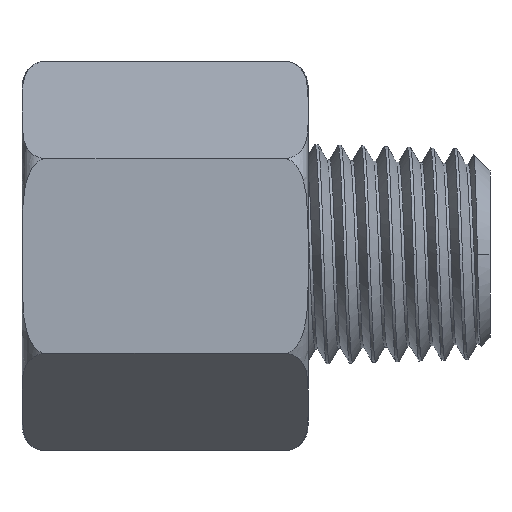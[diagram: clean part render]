
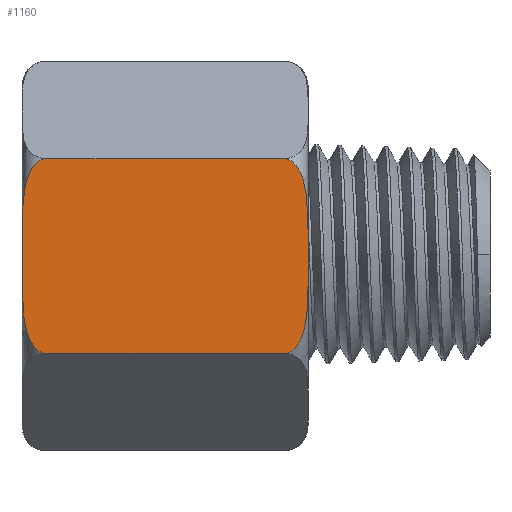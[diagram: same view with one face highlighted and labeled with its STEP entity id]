
A CAD part, front view. The second image highlights one B-rep face of the part: STEP entity #1160.
In plain terms, the highlighted face is planar.
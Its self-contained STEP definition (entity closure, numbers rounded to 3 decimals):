
#73=PLANE('',#1230);
#103=FACE_OUTER_BOUND('',#169,.T.);
#169=EDGE_LOOP('',(#884,#885,#886,#887,#888,#889,#890,#891));
#270=B_SPLINE_CURVE_WITH_KNOTS('',3,(#9156,#9157,#9158,#9159,#9160,#9161,
#9162,#9163,#9164,#9165,#9166,#9167,#9168,#9169,#9170,#9171,#9172,#9173),
 .UNSPECIFIED.,.F.,.F.,(4,2,2,2,2,2,2,2,4),(13.722,15.183,
16.644,17.119,17.594,17.877,18.16,
18.36,18.395),.UNSPECIFIED.);
#271=B_SPLINE_CURVE_WITH_KNOTS('',3,(#9175,#9176,#9177,#9178,#9179,#9180,
#9181,#9182,#9183,#9184,#9185,#9186,#9187,#9188,#9189,#9190,#9191,#9192),
 .UNSPECIFIED.,.F.,.F.,(4,2,2,2,2,2,2,2,4),(6.352,6.386,
6.586,6.869,7.153,7.628,8.103,
9.564,11.024),.UNSPECIFIED.);
#272=B_SPLINE_CURVE_WITH_KNOTS('',3,(#9196,#9197,#9198,#9199,#9200,#9201,
#9202,#9203,#9204,#9205,#9206,#9207,#9208,#9209,#9210,#9211,#9212,#9213),
 .UNSPECIFIED.,.F.,.F.,(4,2,2,2,2,2,2,2,4),(13.722,15.183,
16.644,17.119,17.594,17.877,18.16,
18.36,18.463),.UNSPECIFIED.);
#273=B_SPLINE_CURVE_WITH_KNOTS('',3,(#9217,#9218,#9219,#9220,#9221,#9222,
#9223,#9224,#9225,#9226,#9227,#9228,#9229,#9230,#9231,#9232,#9233,#9234),
 .UNSPECIFIED.,.F.,.F.,(4,2,2,2,2,2,2,2,4),(6.283,6.386,
6.586,6.869,7.153,7.628,8.103,
9.564,11.024),.UNSPECIFIED.);
#345=LINE('',#9133,#398);
#347=LINE('',#9194,#400);
#348=LINE('',#9215,#401);
#349=LINE('',#9235,#402);
#398=VECTOR('',#1373,1.);
#400=VECTOR('',#1377,1.);
#401=VECTOR('',#1378,1.);
#402=VECTOR('',#1379,1.);
#490=VERTEX_POINT('',#9113);
#491=VERTEX_POINT('',#9132);
#493=VERTEX_POINT('',#9155);
#494=VERTEX_POINT('',#9174);
#495=VERTEX_POINT('',#9193);
#496=VERTEX_POINT('',#9195);
#497=VERTEX_POINT('',#9214);
#498=VERTEX_POINT('',#9216);
#636=EDGE_CURVE('',#491,#490,#345,.T.);
#639=EDGE_CURVE('',#493,#491,#270,.T.);
#640=EDGE_CURVE('',#490,#494,#271,.T.);
#641=EDGE_CURVE('',#494,#495,#347,.T.);
#642=EDGE_CURVE('',#495,#496,#272,.T.);
#643=EDGE_CURVE('',#497,#496,#348,.T.);
#644=EDGE_CURVE('',#497,#498,#273,.T.);
#645=EDGE_CURVE('',#498,#493,#349,.T.);
#884=ORIENTED_EDGE('',*,*,#639,.T.);
#885=ORIENTED_EDGE('',*,*,#636,.T.);
#886=ORIENTED_EDGE('',*,*,#640,.T.);
#887=ORIENTED_EDGE('',*,*,#641,.T.);
#888=ORIENTED_EDGE('',*,*,#642,.T.);
#889=ORIENTED_EDGE('',*,*,#643,.F.);
#890=ORIENTED_EDGE('',*,*,#644,.T.);
#891=ORIENTED_EDGE('',*,*,#645,.T.);
#1160=ADVANCED_FACE('',(#103),#73,.T.);
#1230=AXIS2_PLACEMENT_3D('',#9154,#1375,#1376);
#1373=DIRECTION('',(1.,0.,0.));
#1375=DIRECTION('center_axis',(0.,0.,1.));
#1376=DIRECTION('ref_axis',(0.,-1.,0.));
#1377=DIRECTION('',(0.,1.,0.));
#1378=DIRECTION('',(1.,0.,0.));
#1379=DIRECTION('',(0.,-1.,0.));
#9113=CARTESIAN_POINT('',(16.145,-5.94,10.3));
#9132=CARTESIAN_POINT('',(1.328,-5.94,10.3));
#9133=CARTESIAN_POINT('',(0.,-5.94,10.3));
#9154=CARTESIAN_POINT('Origin',(0.,5.953,10.3));
#9155=CARTESIAN_POINT('',(0.,-1.439,10.3));
#9156=CARTESIAN_POINT('Ctrl Pts',(0.,-1.439,10.3));
#9157=CARTESIAN_POINT('Ctrl Pts',(0.,-1.926,10.3));
#9158=CARTESIAN_POINT('Ctrl Pts',(0.003,-2.461,
10.3));
#9159=CARTESIAN_POINT('Ctrl Pts',(0.069,-3.524,
10.3));
#9160=CARTESIAN_POINT('Ctrl Pts',(0.134,-4.051,10.3));
#9161=CARTESIAN_POINT('Ctrl Pts',(0.305,-4.673,10.3));
#9162=CARTESIAN_POINT('Ctrl Pts',(0.359,-4.838,10.3));
#9163=CARTESIAN_POINT('Ctrl Pts',(0.495,-5.156,10.3));
#9164=CARTESIAN_POINT('Ctrl Pts',(0.577,-5.309,10.3));
#9165=CARTESIAN_POINT('Ctrl Pts',(0.722,-5.516,10.3));
#9166=CARTESIAN_POINT('Ctrl Pts',(0.787,-5.597,10.3));
#9167=CARTESIAN_POINT('Ctrl Pts',(0.934,-5.74,10.3));
#9168=CARTESIAN_POINT('Ctrl Pts',(1.015,-5.803,10.3));
#9169=CARTESIAN_POINT('Ctrl Pts',(1.155,-5.882,10.3));
#9170=CARTESIAN_POINT('Ctrl Pts',(1.222,-5.911,10.3));
#9171=CARTESIAN_POINT('Ctrl Pts',(1.304,-5.934,10.3));
#9172=CARTESIAN_POINT('Ctrl Pts',(1.316,-5.937,10.3));
#9173=CARTESIAN_POINT('Ctrl Pts',(1.328,-5.94,10.3));
#9174=CARTESIAN_POINT('',(17.473,-1.439,10.3));
#9175=CARTESIAN_POINT('Ctrl Pts',(16.145,-5.94,10.3));
#9176=CARTESIAN_POINT('Ctrl Pts',(16.157,-5.937,10.3));
#9177=CARTESIAN_POINT('Ctrl Pts',(16.169,-5.934,10.3));
#9178=CARTESIAN_POINT('Ctrl Pts',(16.251,-5.911,10.3));
#9179=CARTESIAN_POINT('Ctrl Pts',(16.318,-5.882,10.3));
#9180=CARTESIAN_POINT('Ctrl Pts',(16.458,-5.803,10.3));
#9181=CARTESIAN_POINT('Ctrl Pts',(16.54,-5.74,10.3));
#9182=CARTESIAN_POINT('Ctrl Pts',(16.686,-5.597,10.3));
#9183=CARTESIAN_POINT('Ctrl Pts',(16.752,-5.516,10.3));
#9184=CARTESIAN_POINT('Ctrl Pts',(16.896,-5.309,10.3));
#9185=CARTESIAN_POINT('Ctrl Pts',(16.978,-5.156,10.3));
#9186=CARTESIAN_POINT('Ctrl Pts',(17.114,-4.838,10.3));
#9187=CARTESIAN_POINT('Ctrl Pts',(17.168,-4.673,10.3));
#9188=CARTESIAN_POINT('Ctrl Pts',(17.34,-4.051,10.3));
#9189=CARTESIAN_POINT('Ctrl Pts',(17.404,-3.524,10.3));
#9190=CARTESIAN_POINT('Ctrl Pts',(17.47,-2.461,10.3));
#9191=CARTESIAN_POINT('Ctrl Pts',(17.473,-1.926,10.3));
#9192=CARTESIAN_POINT('Ctrl Pts',(17.473,-1.439,10.3));
#9193=CARTESIAN_POINT('',(17.473,1.439,10.3));
#9194=CARTESIAN_POINT('',(17.473,2.977,10.3));
#9195=CARTESIAN_POINT('',(16.072,5.953,10.3));
#9196=CARTESIAN_POINT('Ctrl Pts',(17.473,1.439,10.3));
#9197=CARTESIAN_POINT('Ctrl Pts',(17.473,1.926,10.3));
#9198=CARTESIAN_POINT('Ctrl Pts',(17.47,2.461,10.3));
#9199=CARTESIAN_POINT('Ctrl Pts',(17.404,3.524,10.3));
#9200=CARTESIAN_POINT('Ctrl Pts',(17.34,4.051,10.3));
#9201=CARTESIAN_POINT('Ctrl Pts',(17.168,4.673,10.3));
#9202=CARTESIAN_POINT('Ctrl Pts',(17.114,4.838,10.3));
#9203=CARTESIAN_POINT('Ctrl Pts',(16.978,5.156,10.3));
#9204=CARTESIAN_POINT('Ctrl Pts',(16.896,5.309,10.3));
#9205=CARTESIAN_POINT('Ctrl Pts',(16.752,5.516,10.3));
#9206=CARTESIAN_POINT('Ctrl Pts',(16.686,5.597,10.3));
#9207=CARTESIAN_POINT('Ctrl Pts',(16.54,5.74,10.3));
#9208=CARTESIAN_POINT('Ctrl Pts',(16.458,5.803,10.3));
#9209=CARTESIAN_POINT('Ctrl Pts',(16.318,5.882,10.3));
#9210=CARTESIAN_POINT('Ctrl Pts',(16.251,5.911,10.3));
#9211=CARTESIAN_POINT('Ctrl Pts',(16.145,5.941,10.3));
#9212=CARTESIAN_POINT('Ctrl Pts',(16.109,5.948,10.3));
#9213=CARTESIAN_POINT('Ctrl Pts',(16.072,5.953,10.3));
#9214=CARTESIAN_POINT('',(1.401,5.953,10.3));
#9215=CARTESIAN_POINT('',(0.,5.953,10.3));
#9216=CARTESIAN_POINT('',(0.,1.439,10.3));
#9217=CARTESIAN_POINT('Ctrl Pts',(1.401,5.953,10.3));
#9218=CARTESIAN_POINT('Ctrl Pts',(1.364,5.948,10.3));
#9219=CARTESIAN_POINT('Ctrl Pts',(1.328,5.941,10.3));
#9220=CARTESIAN_POINT('Ctrl Pts',(1.222,5.911,10.3));
#9221=CARTESIAN_POINT('Ctrl Pts',(1.155,5.882,10.3));
#9222=CARTESIAN_POINT('Ctrl Pts',(1.015,5.803,10.3));
#9223=CARTESIAN_POINT('Ctrl Pts',(0.934,5.74,10.3));
#9224=CARTESIAN_POINT('Ctrl Pts',(0.787,5.597,10.3));
#9225=CARTESIAN_POINT('Ctrl Pts',(0.722,5.516,10.3));
#9226=CARTESIAN_POINT('Ctrl Pts',(0.577,5.309,10.3));
#9227=CARTESIAN_POINT('Ctrl Pts',(0.495,5.156,10.3));
#9228=CARTESIAN_POINT('Ctrl Pts',(0.359,4.838,10.3));
#9229=CARTESIAN_POINT('Ctrl Pts',(0.305,4.673,10.3));
#9230=CARTESIAN_POINT('Ctrl Pts',(0.134,4.051,10.3));
#9231=CARTESIAN_POINT('Ctrl Pts',(0.069,3.524,10.3));
#9232=CARTESIAN_POINT('Ctrl Pts',(0.003,2.461,
10.3));
#9233=CARTESIAN_POINT('Ctrl Pts',(0.,1.926,
10.3));
#9234=CARTESIAN_POINT('Ctrl Pts',(0.,1.439,
10.3));
#9235=CARTESIAN_POINT('',(0.,2.977,10.3));
